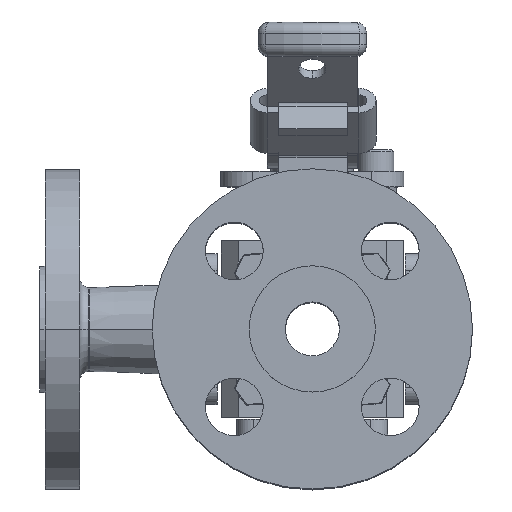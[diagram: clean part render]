
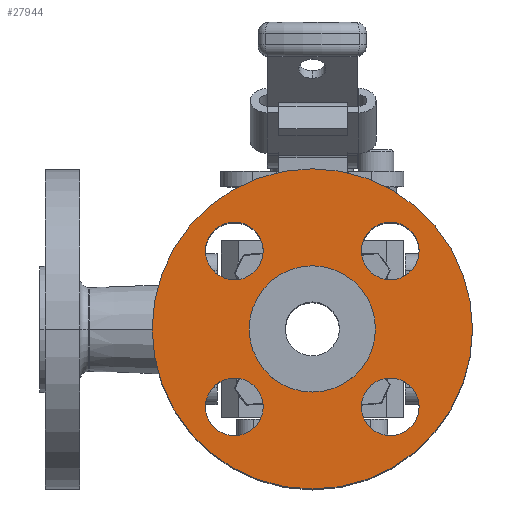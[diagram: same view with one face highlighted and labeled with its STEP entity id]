
A CAD part, top view. The second image highlights one B-rep face of the part: STEP entity #27944.
In plain terms, the highlighted planar face has unit normal (0, 0, 1).
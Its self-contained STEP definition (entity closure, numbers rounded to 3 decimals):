
#287 = CIRCLE ( 'NONE', #7172, 8.001 ) ;
#477 = CARTESIAN_POINT ( 'NONE',  ( 17.526, 0., 73.533 ) ) ;
#966 = DIRECTION ( 'NONE',  ( 1., 0., 0. ) ) ;
#984 = CARTESIAN_POINT ( 'NONE',  ( 44.45, 0., 73.533 ) ) ;
#1424 = ORIENTED_EDGE ( 'NONE', *, *, #20421, .F. ) ;
#1609 = AXIS2_PLACEMENT_3D ( 'NONE', #22722, #16284, #13838 ) ;
#1756 = EDGE_CURVE ( 'NONE', #21287, #4218, #7292, .T. ) ;
#1759 = CARTESIAN_POINT ( 'NONE',  ( 21.638, 21.638, 73.533 ) ) ;
#2139 = CARTESIAN_POINT ( 'NONE',  ( -21.638, 21.638, 73.533 ) ) ;
#2297 = EDGE_CURVE ( 'NONE', #22419, #17575, #24367, .T. ) ;
#2452 = CIRCLE ( 'NONE', #29401, 8.001 ) ;
#2728 = CARTESIAN_POINT ( 'NONE',  ( -21.638, -21.638, 73.533 ) ) ;
#3011 = CARTESIAN_POINT ( 'NONE',  ( -17.526, 0., 73.533 ) ) ;
#3223 = AXIS2_PLACEMENT_3D ( 'NONE', #15613, #29535, #6527 ) ;
#3233 = FACE_BOUND ( 'NONE', #7303, .T. ) ;
#3845 = DIRECTION ( 'NONE',  ( 0., 0., 1. ) ) ;
#4007 = DIRECTION ( 'NONE',  ( 1., 0., 0. ) ) ;
#4089 = CARTESIAN_POINT ( 'NONE',  ( -29.639, -21.638, 73.533 ) ) ;
#4180 = EDGE_CURVE ( 'NONE', #16752, #23970, #6752, .T. ) ;
#4218 = VERTEX_POINT ( 'NONE', #3011 ) ;
#4329 = VERTEX_POINT ( 'NONE', #4089 ) ;
#4533 = CIRCLE ( 'NONE', #26101, 8.001 ) ;
#5208 = DIRECTION ( 'NONE',  ( -1., 0., 0. ) ) ;
#5580 = CARTESIAN_POINT ( 'NONE',  ( -29.639, 21.638, 73.533 ) ) ;
#5581 = CARTESIAN_POINT ( 'NONE',  ( 0., 0., 73.533 ) ) ;
#5879 = CARTESIAN_POINT ( 'NONE',  ( 0., 0., 73.533 ) ) ;
#5978 = ORIENTED_EDGE ( 'NONE', *, *, #4180, .F. ) ;
#6257 = CIRCLE ( 'NONE', #18963, 17.526 ) ;
#6527 = DIRECTION ( 'NONE',  ( 1., 0., 0. ) ) ;
#6752 = CIRCLE ( 'NONE', #26824, 8.001 ) ;
#6874 = DIRECTION ( 'NONE',  ( 0., 0., 1. ) ) ;
#7011 = CIRCLE ( 'NONE', #1609, 8.001 ) ;
#7172 = AXIS2_PLACEMENT_3D ( 'NONE', #8632, #15843, #8312 ) ;
#7292 = CIRCLE ( 'NONE', #26889, 17.526 ) ;
#7303 = EDGE_LOOP ( 'NONE', ( #28656, #21679 ) ) ;
#7947 = DIRECTION ( 'NONE',  ( 0., -1., 0. ) ) ;
#8117 = EDGE_LOOP ( 'NONE', ( #27629, #25585 ) ) ;
#8127 = EDGE_CURVE ( 'NONE', #27914, #4329, #4533, .T. ) ;
#8312 = DIRECTION ( 'NONE',  ( 1., 0., 0. ) ) ;
#8623 = DIRECTION ( 'NONE',  ( 1., 0., 0. ) ) ;
#8632 = CARTESIAN_POINT ( 'NONE',  ( 21.638, 21.638, 73.533 ) ) ;
#8772 = CARTESIAN_POINT ( 'NONE',  ( 0., 0., 73.533 ) ) ;
#9337 = CARTESIAN_POINT ( 'NONE',  ( 21.638, -21.638, 73.533 ) ) ;
#9961 = CARTESIAN_POINT ( 'NONE',  ( 13.637, 21.638, 73.533 ) ) ;
#10260 = ORIENTED_EDGE ( 'NONE', *, *, #29513, .F. ) ;
#10579 = ORIENTED_EDGE ( 'NONE', *, *, #8127, .F. ) ;
#11456 = AXIS2_PLACEMENT_3D ( 'NONE', #29250, #17887, #7947 ) ;
#11728 = CARTESIAN_POINT ( 'NONE',  ( -44.45, 0., 73.533 ) ) ;
#12163 = DIRECTION ( 'NONE',  ( -1., 0., 0. ) ) ;
#12656 = PLANE ( 'NONE',  #24491 ) ;
#12697 = VERTEX_POINT ( 'NONE', #984 ) ;
#13617 = DIRECTION ( 'NONE',  ( 0., 0., 1. ) ) ;
#13775 = CARTESIAN_POINT ( 'NONE',  ( 13.637, -21.638, 73.533 ) ) ;
#13838 = DIRECTION ( 'NONE',  ( 0., 1., 0. ) ) ;
#13843 = DIRECTION ( 'NONE',  ( 0., 1., 0. ) ) ;
#14146 = ORIENTED_EDGE ( 'NONE', *, *, #2297, .F. ) ;
#14173 = CARTESIAN_POINT ( 'NONE',  ( -21.638, -21.638, 73.533 ) ) ;
#14533 = CIRCLE ( 'NONE', #3223, 44.45 ) ;
#14601 = DIRECTION ( 'NONE',  ( 0., 0., 1. ) ) ;
#14639 = FACE_BOUND ( 'NONE', #22012, .T. ) ;
#14745 = VERTEX_POINT ( 'NONE', #5580 ) ;
#14935 = FACE_BOUND ( 'NONE', #16415, .T. ) ;
#15237 = FACE_BOUND ( 'NONE', #27289, .T. ) ;
#15613 = CARTESIAN_POINT ( 'NONE',  ( 0., 0., 73.533 ) ) ;
#15634 = EDGE_CURVE ( 'NONE', #4329, #27914, #26137, .T. ) ;
#15843 = DIRECTION ( 'NONE',  ( 0., 0., 1. ) ) ;
#16260 = DIRECTION ( 'NONE',  ( 0., -1., 0. ) ) ;
#16284 = DIRECTION ( 'NONE',  ( 0., 0., 1. ) ) ;
#16415 = EDGE_LOOP ( 'NONE', ( #10260, #14146 ) ) ;
#16736 = CARTESIAN_POINT ( 'NONE',  ( 0., 0., 73.533 ) ) ;
#16752 = VERTEX_POINT ( 'NONE', #13775 ) ;
#16881 = CIRCLE ( 'NONE', #20297, 44.45 ) ;
#17053 = FACE_OUTER_BOUND ( 'NONE', #8117, .T. ) ;
#17467 = ORIENTED_EDGE ( 'NONE', *, *, #22467, .F. ) ;
#17575 = VERTEX_POINT ( 'NONE', #20674 ) ;
#17887 = DIRECTION ( 'NONE',  ( 0., 0., 1. ) ) ;
#18086 = VERTEX_POINT ( 'NONE', #18708 ) ;
#18548 = DIRECTION ( 'NONE',  ( 0., 0., 1. ) ) ;
#18708 = CARTESIAN_POINT ( 'NONE',  ( -13.637, 21.638, 73.533 ) ) ;
#18945 = EDGE_CURVE ( 'NONE', #12697, #25382, #16881, .T. ) ;
#18963 = AXIS2_PLACEMENT_3D ( 'NONE', #16736, #21672, #19333 ) ;
#19333 = DIRECTION ( 'NONE',  ( 1., 0., 0. ) ) ;
#19510 = DIRECTION ( 'NONE',  ( 0., 0., 1. ) ) ;
#19773 = EDGE_CURVE ( 'NONE', #14745, #18086, #7011, .T. ) ;
#20270 = DIRECTION ( 'NONE',  ( 0., 0., 1. ) ) ;
#20297 = AXIS2_PLACEMENT_3D ( 'NONE', #5879, #20270, #4007 ) ;
#20421 = EDGE_CURVE ( 'NONE', #18086, #14745, #2452, .T. ) ;
#20674 = CARTESIAN_POINT ( 'NONE',  ( 29.639, 21.638, 73.533 ) ) ;
#20951 = ORIENTED_EDGE ( 'NONE', *, *, #19773, .F. ) ;
#21287 = VERTEX_POINT ( 'NONE', #477 ) ;
#21672 = DIRECTION ( 'NONE',  ( 0., 0., 1. ) ) ;
#21679 = ORIENTED_EDGE ( 'NONE', *, *, #1756, .F. ) ;
#21759 = CIRCLE ( 'NONE', #11456, 8.001 ) ;
#22012 = EDGE_LOOP ( 'NONE', ( #1424, #20951 ) ) ;
#22040 = ORIENTED_EDGE ( 'NONE', *, *, #15634, .F. ) ;
#22419 = VERTEX_POINT ( 'NONE', #9961 ) ;
#22467 = EDGE_CURVE ( 'NONE', #23970, #16752, #21759, .T. ) ;
#22722 = CARTESIAN_POINT ( 'NONE',  ( -21.638, 21.638, 73.533 ) ) ;
#23327 = CARTESIAN_POINT ( 'NONE',  ( 29.639, -21.638, 73.533 ) ) ;
#23689 = AXIS2_PLACEMENT_3D ( 'NONE', #14173, #28210, #12163 ) ;
#23970 = VERTEX_POINT ( 'NONE', #23327 ) ;
#24367 = CIRCLE ( 'NONE', #28763, 8.001 ) ;
#24491 = AXIS2_PLACEMENT_3D ( 'NONE', #8772, #3845, #8623 ) ;
#24712 = EDGE_CURVE ( 'NONE', #4218, #21287, #6257, .T. ) ;
#25382 = VERTEX_POINT ( 'NONE', #11728 ) ;
#25585 = ORIENTED_EDGE ( 'NONE', *, *, #18945, .T. ) ;
#26101 = AXIS2_PLACEMENT_3D ( 'NONE', #2728, #14601, #5208 ) ;
#26137 = CIRCLE ( 'NONE', #23689, 8.001 ) ;
#26282 = EDGE_LOOP ( 'NONE', ( #10579, #22040 ) ) ;
#26824 = AXIS2_PLACEMENT_3D ( 'NONE', #9337, #6874, #16260 ) ;
#26889 = AXIS2_PLACEMENT_3D ( 'NONE', #5581, #19510, #966 ) ;
#27289 = EDGE_LOOP ( 'NONE', ( #17467, #5978 ) ) ;
#27629 = ORIENTED_EDGE ( 'NONE', *, *, #29261, .T. ) ;
#27914 = VERTEX_POINT ( 'NONE', #29305 ) ;
#27944 = ADVANCED_FACE ( 'NONE', ( #14639, #28849, #15237, #14935, #17053, #3233 ), #12656, .T. ) ;
#28210 = DIRECTION ( 'NONE',  ( 0., 0., 1. ) ) ;
#28656 = ORIENTED_EDGE ( 'NONE', *, *, #24712, .F. ) ;
#28763 = AXIS2_PLACEMENT_3D ( 'NONE', #1759, #13617, #30125 ) ;
#28849 = FACE_BOUND ( 'NONE', #26282, .T. ) ;
#29250 = CARTESIAN_POINT ( 'NONE',  ( 21.638, -21.638, 73.533 ) ) ;
#29261 = EDGE_CURVE ( 'NONE', #25382, #12697, #14533, .T. ) ;
#29305 = CARTESIAN_POINT ( 'NONE',  ( -13.637, -21.638, 73.533 ) ) ;
#29401 = AXIS2_PLACEMENT_3D ( 'NONE', #2139, #18548, #13843 ) ;
#29513 = EDGE_CURVE ( 'NONE', #17575, #22419, #287, .T. ) ;
#29535 = DIRECTION ( 'NONE',  ( 0., 0., 1. ) ) ;
#30125 = DIRECTION ( 'NONE',  ( 1., 0., 0. ) ) ;
